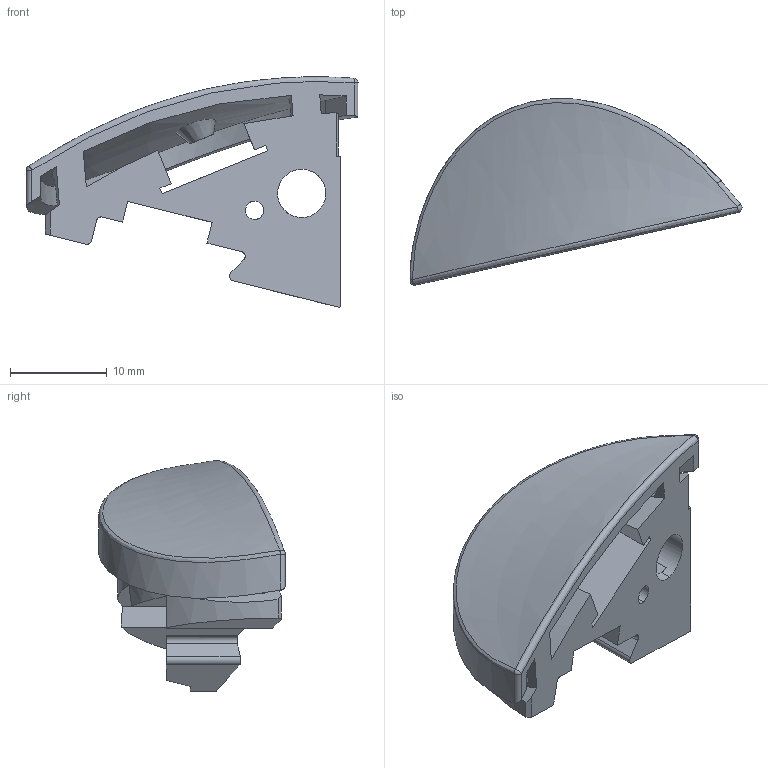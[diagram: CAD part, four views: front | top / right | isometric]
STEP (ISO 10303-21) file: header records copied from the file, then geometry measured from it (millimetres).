
FILE_DESCRIPTION (( 'STEP AP203' ), '1' );
FILE_NAME ('L2 Button REF2011.STEP', '2025-11-29T16:59:57', ( '' ), ( '' ), 'SwSTEP 2.0', 'SolidWorks 2025', '' );
FILE_SCHEMA (( 'CONFIG_CONTROL_DESIGN' ));
Length unit declared in the file: millimetre
Products named in the file (1): L2 Button REF2011
Bounding box: 34.37 x 19.3 x 23.85 mm (x, y, z)
Volume: 2828.6 mm3; surface area: 2945.9 mm2
Topology: 1 solids, 1 shells, 69 faces, 199 edges, 131 vertices
Faces by surface type: plane 36, bspline 15, cylinder 14, sphere 2, cone 2
Entity records: 3712 total; most frequent: CARTESIAN_POINT 2028, ORIENTED_EDGE 398, DIRECTION 243, EDGE_CURVE 199, VERTEX_POINT 131, LINE 89, VECTOR 89, B_SPLINE_CURVE_WITH_KNOTS 78
